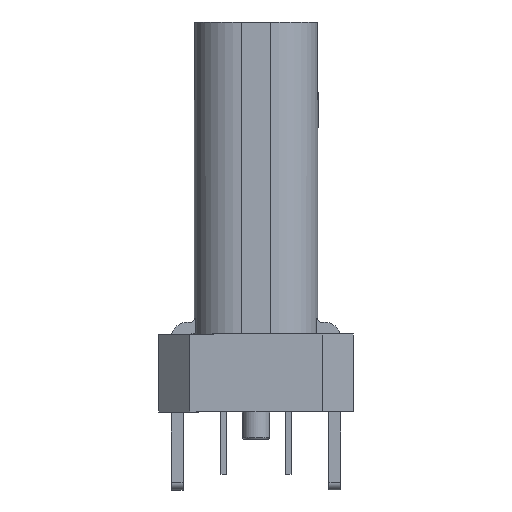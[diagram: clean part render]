
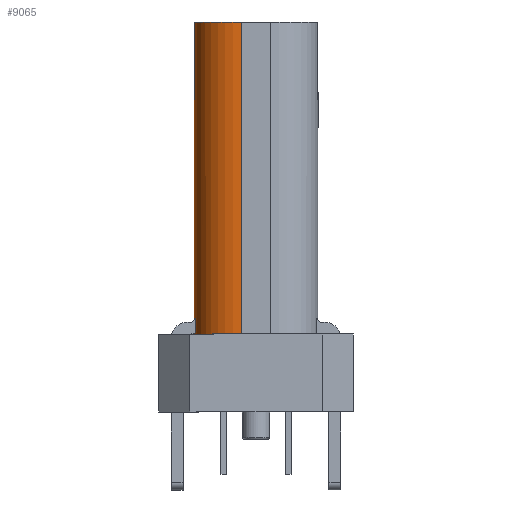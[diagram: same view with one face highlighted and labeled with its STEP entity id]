
A CAD part, left-side view. The second image highlights one B-rep face of the part: STEP entity #9065.
In plain terms, the highlighted cylindrical face has radius 1.2 mm (diameter 2.4 mm), a partial arc.
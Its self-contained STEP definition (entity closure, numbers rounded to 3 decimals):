
#290 = CARTESIAN_POINT ( 'NONE',  ( -4.47, 0.38, -3.4 ) ) ;
#1446 = VECTOR ( 'NONE', #11694, 1000. ) ;
#2604 = EDGE_CURVE ( 'NONE', #3036, #17937, #25532, .T. ) ;
#2703 = ORIENTED_EDGE ( 'NONE', *, *, #17466, .T. ) ;
#2706 = FACE_OUTER_BOUND ( 'NONE', #15553, .T. ) ;
#2929 = DIRECTION ( 'NONE',  ( 0., 0., 1. ) ) ;
#2975 = VERTEX_POINT ( 'NONE', #13523 ) ;
#3036 = VERTEX_POINT ( 'NONE', #18816 ) ;
#3114 = CARTESIAN_POINT ( 'NONE',  ( -3.27, 0.38, 4.6 ) ) ;
#3144 = DIRECTION ( 'NONE',  ( 0., 0., 1. ) ) ;
#4579 = CARTESIAN_POINT ( 'NONE',  ( -3.27, 0.38, 0. ) ) ;
#4966 = EDGE_CURVE ( 'NONE', #11422, #2975, #5300, .T. ) ;
#5026 = VECTOR ( 'NONE', #2929, 1000. ) ;
#5300 = LINE ( 'NONE', #21417, #1446 ) ;
#6481 = VECTOR ( 'NONE', #6845, 1000. ) ;
#6845 = DIRECTION ( 'NONE',  ( 0., 0., -1. ) ) ;
#9065 = ADVANCED_FACE ( 'NONE', ( #2706 ), #10567, .T. ) ;
#10163 = ORIENTED_EDGE ( 'NONE', *, *, #21998, .T. ) ;
#10413 = AXIS2_PLACEMENT_3D ( 'NONE', #22783, #15151, #11002 ) ;
#10567 = CYLINDRICAL_SURFACE ( 'NONE', #25679, 1.2 ) ;
#11002 = DIRECTION ( 'NONE',  ( 0., -1., 0. ) ) ;
#11422 = VERTEX_POINT ( 'NONE', #12514 ) ;
#11527 = AXIS2_PLACEMENT_3D ( 'NONE', #3114, #21773, #21633 ) ;
#11694 = DIRECTION ( 'NONE',  ( 0., 0., -1. ) ) ;
#12514 = CARTESIAN_POINT ( 'NONE',  ( -3.27, 1.58, 4.6 ) ) ;
#12536 = VERTEX_POINT ( 'NONE', #290 ) ;
#13440 = CIRCLE ( 'NONE', #10413, 1.2 ) ;
#13523 = CARTESIAN_POINT ( 'NONE',  ( -3.27, 1.58, -3. ) ) ;
#15047 = DIRECTION ( 'NONE',  ( 0., -1., 0. ) ) ;
#15151 = DIRECTION ( 'NONE',  ( 0., 0., 1. ) ) ;
#15551 = CARTESIAN_POINT ( 'NONE',  ( -3.27, 0.38, -3. ) ) ;
#15553 = EDGE_LOOP ( 'NONE', ( #22070, #19806, #2703, #10163, #20434, #26536 ) ) ;
#16228 = AXIS2_PLACEMENT_3D ( 'NONE', #15551, #3144, #15047 ) ;
#17024 = CARTESIAN_POINT ( 'NONE',  ( -4.47, 0.38, 4.6 ) ) ;
#17106 = CIRCLE ( 'NONE', #16228, 1.2 ) ;
#17142 = CARTESIAN_POINT ( 'NONE',  ( -4.47, 0.38, 3.4 ) ) ;
#17466 = EDGE_CURVE ( 'NONE', #12536, #22327, #21462, .T. ) ;
#17937 = VERTEX_POINT ( 'NONE', #20754 ) ;
#18816 = CARTESIAN_POINT ( 'NONE',  ( -3.5, 1.558, -3. ) ) ;
#19453 = CARTESIAN_POINT ( 'NONE',  ( -3.5, 1.558, 0. ) ) ;
#19806 = ORIENTED_EDGE ( 'NONE', *, *, #20308, .T. ) ;
#20308 = EDGE_CURVE ( 'NONE', #17937, #12536, #13440, .T. ) ;
#20434 = ORIENTED_EDGE ( 'NONE', *, *, #4966, .T. ) ;
#20754 = CARTESIAN_POINT ( 'NONE',  ( -3.5, 1.558, -3.4 ) ) ;
#21417 = CARTESIAN_POINT ( 'NONE',  ( -3.27, 1.58, -3.4 ) ) ;
#21462 = LINE ( 'NONE', #17142, #5026 ) ;
#21631 = EDGE_CURVE ( 'NONE', #2975, #3036, #17106, .T. ) ;
#21633 = DIRECTION ( 'NONE',  ( 0., 1., 0. ) ) ;
#21752 = DIRECTION ( 'NONE',  ( -1., 0., 0. ) ) ;
#21773 = DIRECTION ( 'NONE',  ( 0., 0., -1. ) ) ;
#21998 = EDGE_CURVE ( 'NONE', #22327, #11422, #23183, .T. ) ;
#22070 = ORIENTED_EDGE ( 'NONE', *, *, #2604, .T. ) ;
#22327 = VERTEX_POINT ( 'NONE', #17024 ) ;
#22783 = CARTESIAN_POINT ( 'NONE',  ( -3.27, 0.38, -3.4 ) ) ;
#23020 = DIRECTION ( 'NONE',  ( 0., 0., 1. ) ) ;
#23183 = CIRCLE ( 'NONE', #11527, 1.2 ) ;
#25532 = LINE ( 'NONE', #19453, #6481 ) ;
#25679 = AXIS2_PLACEMENT_3D ( 'NONE', #4579, #23020, #21752 ) ;
#26536 = ORIENTED_EDGE ( 'NONE', *, *, #21631, .T. ) ;
